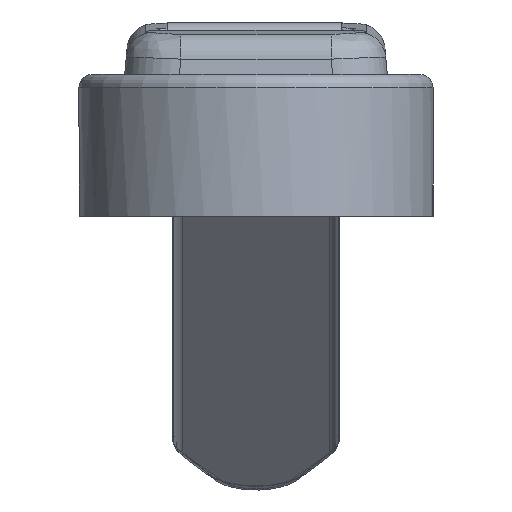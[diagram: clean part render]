
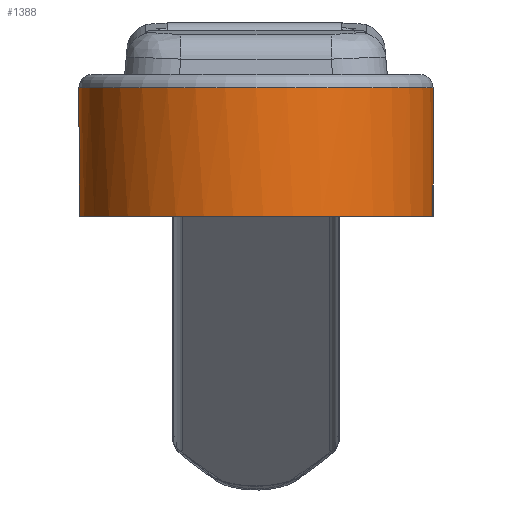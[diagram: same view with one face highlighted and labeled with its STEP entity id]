
A CAD part, front view. The second image highlights one B-rep face of the part: STEP entity #1388.
In plain terms, the highlighted cylindrical face has radius 5.08 mm (diameter 10.16 mm), a full revolution.
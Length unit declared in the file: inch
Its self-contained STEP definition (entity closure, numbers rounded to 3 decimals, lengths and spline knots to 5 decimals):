
#216=CYLINDRICAL_SURFACE('',#4388,0.2);
#634=LINE('',#6109,#1011);
#652=LINE('',#6285,#1031);
#1011=VECTOR('',#4812,1.);
#1031=VECTOR('',#4864,1.);
#1388=ADVANCED_FACE('',(#1767,#1768),#216,.T.);
#1767=FACE_BOUND('',#1805,.T.);
#1768=FACE_BOUND('',#1806,.T.);
#1805=EDGE_LOOP('',(#2164,#2165,#2166,#2167));
#1806=EDGE_LOOP('',(#2168));
#2164=ORIENTED_EDGE('',*,*,#3737,.T.);
#2165=ORIENTED_EDGE('',*,*,#3672,.T.);
#2166=ORIENTED_EDGE('',*,*,#3699,.F.);
#2167=ORIENTED_EDGE('',*,*,#3739,.T.);
#2168=ORIENTED_EDGE('',*,*,#3740,.T.);
#3291=VERTEX_POINT('',#5994);
#3292=VERTEX_POINT('',#5996);
#3315=VERTEX_POINT('',#6110);
#3340=VERTEX_POINT('',#6286);
#3341=VERTEX_POINT('',#6291);
#3672=EDGE_CURVE('',#3292,#3291,#4260,.T.);
#3699=EDGE_CURVE('',#3315,#3291,#634,.T.);
#3737=EDGE_CURVE('',#3340,#3292,#652,.T.);
#3739=EDGE_CURVE('',#3315,#3340,#4267,.T.);
#3740=EDGE_CURVE('',#3341,#3341,#4268,.T.);
#4260=CIRCLE('',#4359,0.2);
#4267=CIRCLE('',#4386,0.2);
#4268=CIRCLE('',#4387,0.2);
#4359=AXIS2_PLACEMENT_3D('',#5995,#4780,#4781);
#4386=AXIS2_PLACEMENT_3D('',#6289,#4868,#4869);
#4387=AXIS2_PLACEMENT_3D('',#6290,#4870,#4871);
#4388=AXIS2_PLACEMENT_3D('',#6292,#4872,#4873);
#4780=DIRECTION('',(0.,0.,1.));
#4781=DIRECTION('',(1.,0.,0.));
#4812=DIRECTION('',(0.,0.,-1.));
#4864=DIRECTION('',(0.,0.,-1.));
#4868=DIRECTION('',(0.,0.,1.));
#4869=DIRECTION('',(1.,0.,0.));
#4870=DIRECTION('',(0.,0.,-1.));
#4871=DIRECTION('',(1.,0.,0.));
#4872=DIRECTION('',(0.,0.,1.));
#4873=DIRECTION('',(1.,0.,0.));
#5994=CARTESIAN_POINT('',(-1.80081,-0.31412,-0.025));
#5995=CARTESIAN_POINT('',(-2.,-0.3321,-0.025));
#5996=CARTESIAN_POINT('',(-2.19919,-0.31412,-0.025));
#6109=CARTESIAN_POINT('',(-1.80081,-0.31412,-0.015));
#6110=CARTESIAN_POINT('',(-1.80081,-0.31412,0.01));
#6285=CARTESIAN_POINT('',(-2.19919,-0.31412,-0.015));
#6286=CARTESIAN_POINT('',(-2.19919,-0.31412,0.01));
#6289=CARTESIAN_POINT('',(-2.,-0.3321,0.01));
#6290=CARTESIAN_POINT('',(-2.,-0.3321,0.12));
#6291=CARTESIAN_POINT('',(-1.8,-0.3321,0.12));
#6292=CARTESIAN_POINT('',(-2.,-0.3321,-0.015));
